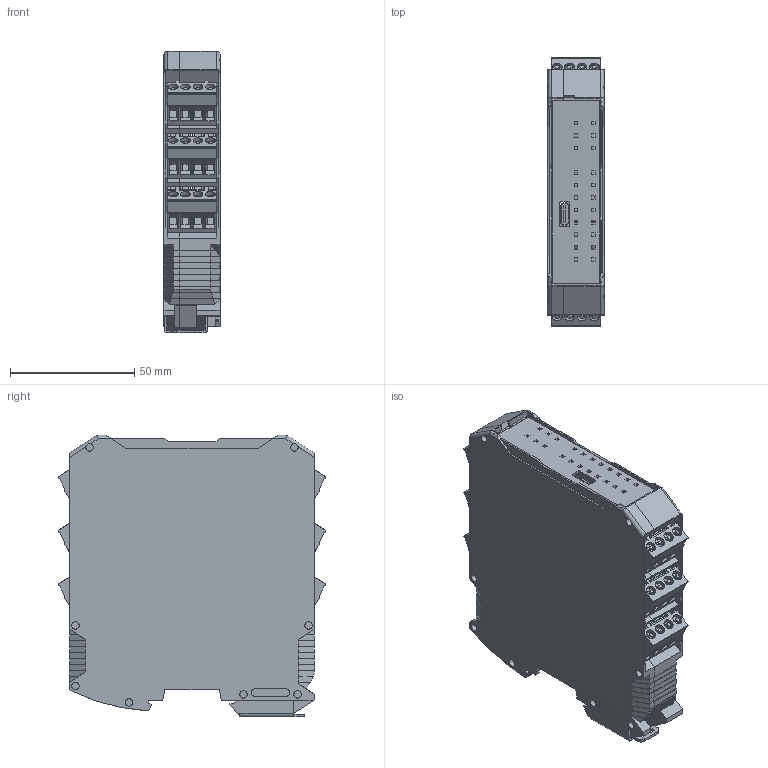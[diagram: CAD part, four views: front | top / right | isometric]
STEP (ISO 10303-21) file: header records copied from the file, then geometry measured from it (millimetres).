
FILE_DESCRIPTION (( 'STEP AP214' ), '1' );
FILE_NAME ('M1S.STEP', '2024-06-13T14:05:45', ( '' ), ( '' ), 'SwSTEP 2.0', 'SolidWorks 2023', '' );
FILE_SCHEMA (( 'AUTOMOTIVE_DESIGN' ));
Length unit declared in the file: inch
Products named in the file (1): M1S
Bounding box: 22.6 x 107.95 x 113.6 mm (x, y, z)
Volume: 59910.1 mm3; surface area: 77494.2 mm2
Topology: 11 solids, 11 shells, 2312 faces, 6296 edges, 4151 vertices
Faces by surface type: plane 1958, cylinder 353, cone 1
Full cylindrical faces by diameter (mm): 1.4 x28, 1.6 x1, 2.8 x25, 3 x16, 3.796 x24, 4 x24, 4.5 x1
Entity records: 71351 total; most frequent: CARTESIAN_POINT 12996, ORIENTED_EDGE 12294, DIRECTION 11362, EDGE_CURVE 6147, VECTOR 5322, LINE 5322, VERTEX_POINT 4122, AXIS2_PLACEMENT_3D 3020
